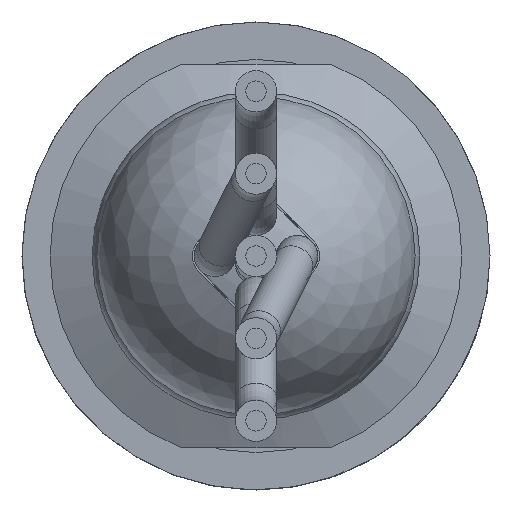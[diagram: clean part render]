
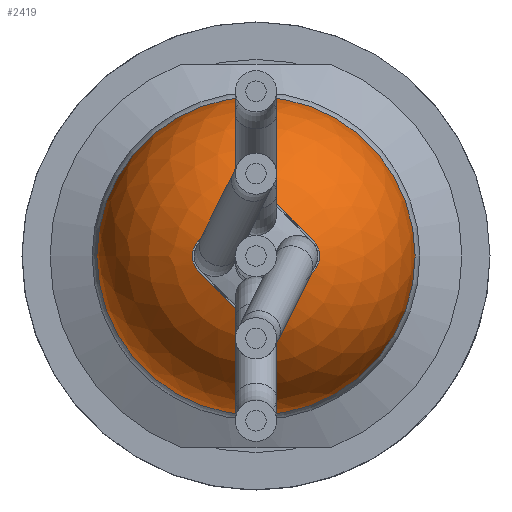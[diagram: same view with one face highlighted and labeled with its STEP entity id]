
A CAD part, front view. The second image highlights one B-rep face of the part: STEP entity #2419.
In plain terms, the highlighted spherical face has radius 8.5 mm.
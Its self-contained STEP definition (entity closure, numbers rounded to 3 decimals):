
#15=SPHERICAL_SURFACE('',#2679,8.5);
#210=FACE_OUTER_BOUND('',#356,.T.);
#356=EDGE_LOOP('',(#2049,#2050,#2051,#2052,#2053,#2054,#2055,#2056,#2057,
#2058,#2059,#2060,#2061));
#490=CIRCLE('',#2653,8.041);
#492=CIRCLE('',#2657,8.041);
#497=CIRCLE('',#2667,8.041);
#499=CIRCLE('',#2671,8.041);
#504=CIRCLE('',#2680,8.5);
#505=CIRCLE('',#2681,8.5);
#506=CIRCLE('',#2682,8.5);
#568=B_SPLINE_CURVE_WITH_KNOTS('',3,(#4114,#4115,#4116,#4117,#4118,#4119,
#4120,#4121,#4122,#4123),.UNSPECIFIED.,.F.,.F.,(4,2,2,2,4),(0.,0.046,
0.091,0.137,0.182),.UNSPECIFIED.);
#569=B_SPLINE_CURVE_WITH_KNOTS('',3,(#4137,#4138,#4139,#4140,#4141,#4142,
#4143,#4144,#4145,#4146),.UNSPECIFIED.,.F.,.F.,(4,2,2,2,4),(0.,0.046,
0.091,0.137,0.182),.UNSPECIFIED.);
#570=B_SPLINE_CURVE_WITH_KNOTS('',3,(#4188,#4189,#4190,#4191,#4192,#4193),
 .UNSPECIFIED.,.F.,.F.,(4,2,4),(0.,0.046,0.091),
 .UNSPECIFIED.);
#571=B_SPLINE_CURVE_WITH_KNOTS('',3,(#4198,#4199,#4200,#4201,#4202,#4203),
 .UNSPECIFIED.,.F.,.F.,(4,2,4),(0.091,0.137,0.182),
 .UNSPECIFIED.);
#572=B_SPLINE_CURVE_WITH_KNOTS('',3,(#4211,#4212,#4213,#4214,#4215,#4216,
#4217,#4218,#4219,#4220),.UNSPECIFIED.,.F.,.F.,(4,2,2,2,4),(0.,0.046,
0.091,0.137,0.182),.UNSPECIFIED.);
#1101=VERTEX_POINT('',#4112);
#1102=VERTEX_POINT('',#4113);
#1105=VERTEX_POINT('',#4130);
#1107=VERTEX_POINT('',#4136);
#1109=VERTEX_POINT('',#4151);
#1119=VERTEX_POINT('',#4181);
#1121=VERTEX_POINT('',#4187);
#1123=VERTEX_POINT('',#4196);
#1124=VERTEX_POINT('',#4205);
#1127=VERTEX_POINT('',#4251);
#1128=VERTEX_POINT('',#4253);
#1410=EDGE_CURVE('',#1101,#1102,#568,.T.);
#1414=EDGE_CURVE('',#1105,#1101,#490,.T.);
#1417=EDGE_CURVE('',#1107,#1105,#569,.T.);
#1420=EDGE_CURVE('',#1109,#1107,#492,.T.);
#1435=EDGE_CURVE('',#1102,#1119,#497,.T.);
#1438=EDGE_CURVE('',#1119,#1121,#570,.T.);
#1441=EDGE_CURVE('',#1121,#1123,#571,.T.);
#1442=EDGE_CURVE('',#1123,#1124,#499,.T.);
#1445=EDGE_CURVE('',#1124,#1109,#572,.T.);
#1453=EDGE_CURVE('',#1121,#1127,#504,.T.);
#1454=EDGE_CURVE('',#1127,#1128,#505,.T.);
#1455=EDGE_CURVE('',#1128,#1127,#506,.T.);
#2049=ORIENTED_EDGE('',*,*,#1420,.T.);
#2050=ORIENTED_EDGE('',*,*,#1417,.T.);
#2051=ORIENTED_EDGE('',*,*,#1414,.T.);
#2052=ORIENTED_EDGE('',*,*,#1410,.T.);
#2053=ORIENTED_EDGE('',*,*,#1435,.T.);
#2054=ORIENTED_EDGE('',*,*,#1438,.T.);
#2055=ORIENTED_EDGE('',*,*,#1453,.T.);
#2056=ORIENTED_EDGE('',*,*,#1454,.T.);
#2057=ORIENTED_EDGE('',*,*,#1455,.T.);
#2058=ORIENTED_EDGE('',*,*,#1453,.F.);
#2059=ORIENTED_EDGE('',*,*,#1441,.T.);
#2060=ORIENTED_EDGE('',*,*,#1442,.T.);
#2061=ORIENTED_EDGE('',*,*,#1445,.T.);
#2419=ADVANCED_FACE('',(#210),#15,.T.);
#2653=AXIS2_PLACEMENT_3D('',#4131,#3261,#3262);
#2657=AXIS2_PLACEMENT_3D('',#4152,#3272,#3273);
#2667=AXIS2_PLACEMENT_3D('',#4182,#3302,#3303);
#2671=AXIS2_PLACEMENT_3D('',#4206,#3313,#3314);
#2679=AXIS2_PLACEMENT_3D('',#4250,#3331,#3332);
#2680=AXIS2_PLACEMENT_3D('',#4252,#3333,#3334);
#2681=AXIS2_PLACEMENT_3D('',#4254,#3335,#3336);
#2682=AXIS2_PLACEMENT_3D('',#4255,#3337,#3338);
#3261=DIRECTION('center_axis',(0.707,0.,
-0.707));
#3262=DIRECTION('ref_axis',(0.,-1.,0.));
#3272=DIRECTION('center_axis',(0.707,0.,0.707));
#3273=DIRECTION('ref_axis',(0.,1.,0.));
#3302=DIRECTION('center_axis',(-0.707,0.,
-0.707));
#3303=DIRECTION('ref_axis',(0.,-1.,0.));
#3313=DIRECTION('center_axis',(-0.707,0.,
0.707));
#3314=DIRECTION('ref_axis',(0.,1.,0.));
#3331=DIRECTION('center_axis',(0.,-1.,0.));
#3332=DIRECTION('ref_axis',(1.,0.,0.));
#3333=DIRECTION('center_axis',(0.,0.,
-1.));
#3334=DIRECTION('ref_axis',(-1.,0.,0.));
#3335=DIRECTION('center_axis',(0.,-1.,0.));
#3336=DIRECTION('ref_axis',(0.,0.,
-1.));
#3337=DIRECTION('center_axis',(0.,-1.,0.));
#3338=DIRECTION('ref_axis',(0.,0.,
-1.));
#4112=CARTESIAN_POINT('',(0.849,-11.889,-3.048));
#4113=CARTESIAN_POINT('',(-0.849,-11.889,-3.048));
#4114=CARTESIAN_POINT('Ctrl Pts',(0.849,-11.889,-3.048));
#4115=CARTESIAN_POINT('Ctrl Pts',(0.743,-11.86,-3.154));
#4116=CARTESIAN_POINT('Ctrl Pts',(0.609,-11.834,-3.246));
#4117=CARTESIAN_POINT('Ctrl Pts',(0.313,-11.799,-3.369));
#4118=CARTESIAN_POINT('Ctrl Pts',(0.152,-11.79,-3.4));
#4119=CARTESIAN_POINT('Ctrl Pts',(-0.152,-11.79,-3.4));
#4120=CARTESIAN_POINT('Ctrl Pts',(-0.313,-11.799,-3.369));
#4121=CARTESIAN_POINT('Ctrl Pts',(-0.609,-11.834,
-3.246));
#4122=CARTESIAN_POINT('Ctrl Pts',(-0.743,-11.86,-3.154));
#4123=CARTESIAN_POINT('Ctrl Pts',(-0.849,-11.889,
-3.048));
#4130=CARTESIAN_POINT('',(3.048,-11.889,-0.849));
#4131=CARTESIAN_POINT('Origin',(1.948,-4.,-1.948));
#4136=CARTESIAN_POINT('',(3.048,-11.889,0.849));
#4137=CARTESIAN_POINT('Ctrl Pts',(3.048,-11.889,0.849));
#4138=CARTESIAN_POINT('Ctrl Pts',(3.154,-11.86,0.743));
#4139=CARTESIAN_POINT('Ctrl Pts',(3.246,-11.834,0.609));
#4140=CARTESIAN_POINT('Ctrl Pts',(3.369,-11.799,0.313));
#4141=CARTESIAN_POINT('Ctrl Pts',(3.4,-11.79,0.152));
#4142=CARTESIAN_POINT('Ctrl Pts',(3.4,-11.79,-0.152));
#4143=CARTESIAN_POINT('Ctrl Pts',(3.369,-11.799,-0.313));
#4144=CARTESIAN_POINT('Ctrl Pts',(3.246,-11.834,-0.609));
#4145=CARTESIAN_POINT('Ctrl Pts',(3.154,-11.86,-0.743));
#4146=CARTESIAN_POINT('Ctrl Pts',(3.048,-11.889,-0.849));
#4151=CARTESIAN_POINT('',(0.849,-11.889,3.048));
#4152=CARTESIAN_POINT('Origin',(1.948,-4.,1.948));
#4181=CARTESIAN_POINT('',(-3.048,-11.889,-0.849));
#4182=CARTESIAN_POINT('Origin',(-1.948,-4.,-1.948));
#4187=CARTESIAN_POINT('',(-3.4,-11.79,0.));
#4188=CARTESIAN_POINT('Ctrl Pts',(-3.048,-11.889,-0.849));
#4189=CARTESIAN_POINT('Ctrl Pts',(-3.154,-11.86,-0.743));
#4190=CARTESIAN_POINT('Ctrl Pts',(-3.246,-11.834,-0.609));
#4191=CARTESIAN_POINT('Ctrl Pts',(-3.369,-11.799,-0.313));
#4192=CARTESIAN_POINT('Ctrl Pts',(-3.4,-11.79,-0.152));
#4193=CARTESIAN_POINT('Ctrl Pts',(-3.4,-11.79,0.));
#4196=CARTESIAN_POINT('',(-3.048,-11.889,0.849));
#4198=CARTESIAN_POINT('Ctrl Pts',(-3.4,-11.79,0.));
#4199=CARTESIAN_POINT('Ctrl Pts',(-3.4,-11.79,0.152));
#4200=CARTESIAN_POINT('Ctrl Pts',(-3.369,-11.799,0.313));
#4201=CARTESIAN_POINT('Ctrl Pts',(-3.246,-11.834,0.609));
#4202=CARTESIAN_POINT('Ctrl Pts',(-3.154,-11.86,0.743));
#4203=CARTESIAN_POINT('Ctrl Pts',(-3.048,-11.889,0.849));
#4205=CARTESIAN_POINT('',(-0.849,-11.889,3.048));
#4206=CARTESIAN_POINT('Origin',(-1.948,-4.,1.948));
#4211=CARTESIAN_POINT('Ctrl Pts',(-0.849,-11.889,3.048));
#4212=CARTESIAN_POINT('Ctrl Pts',(-0.743,-11.86,
3.154));
#4213=CARTESIAN_POINT('Ctrl Pts',(-0.609,-11.834,
3.246));
#4214=CARTESIAN_POINT('Ctrl Pts',(-0.313,-11.799,
3.369));
#4215=CARTESIAN_POINT('Ctrl Pts',(-0.152,-11.79,3.4));
#4216=CARTESIAN_POINT('Ctrl Pts',(0.152,-11.79,3.4));
#4217=CARTESIAN_POINT('Ctrl Pts',(0.313,-11.799,3.369));
#4218=CARTESIAN_POINT('Ctrl Pts',(0.609,-11.834,3.246));
#4219=CARTESIAN_POINT('Ctrl Pts',(0.743,-11.86,3.154));
#4220=CARTESIAN_POINT('Ctrl Pts',(0.849,-11.889,3.048));
#4250=CARTESIAN_POINT('Origin',(0.,-4.,
0.));
#4251=CARTESIAN_POINT('',(-8.5,-4.,0.));
#4252=CARTESIAN_POINT('Origin',(0.,-4.,
0.));
#4253=CARTESIAN_POINT('',(0.,-4.,8.5));
#4254=CARTESIAN_POINT('Origin',(0.,-4.,
0.));
#4255=CARTESIAN_POINT('Origin',(0.,-4.,
0.));
